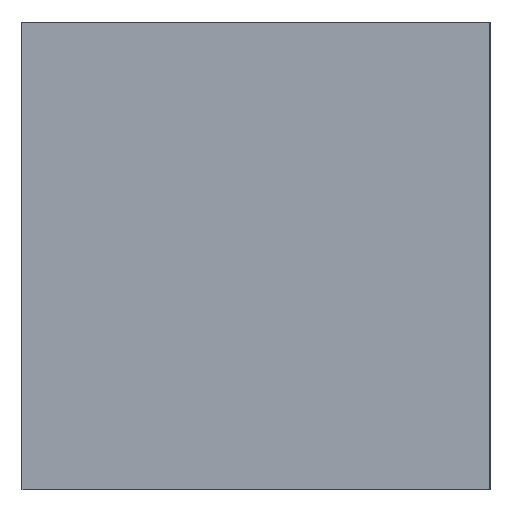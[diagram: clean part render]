
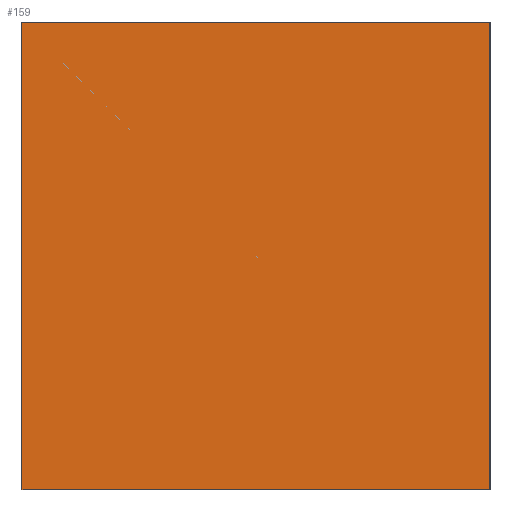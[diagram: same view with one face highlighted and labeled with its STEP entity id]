
A CAD part, left-side view. The second image highlights one B-rep face of the part: STEP entity #159.
In plain terms, the highlighted planar face has unit normal (-1, 0, 0).
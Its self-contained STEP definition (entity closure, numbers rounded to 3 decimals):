
#50 = VERTEX_POINT('',#51);
#51 = CARTESIAN_POINT('',(-1300.,12.5,275.));
#57 = EDGE_CURVE('',#58,#50,#60,.T.);
#58 = VERTEX_POINT('',#59);
#59 = CARTESIAN_POINT('',(-1300.,12.5,300.));
#60 = LINE('',#61,#62);
#61 = CARTESIAN_POINT('',(-1300.,12.5,300.));
#62 = VECTOR('',#63,1.);
#63 = DIRECTION('',(0.,0.,-1.));
#88 = VERTEX_POINT('',#89);
#89 = CARTESIAN_POINT('',(-1300.,-12.5,275.));
#95 = EDGE_CURVE('',#50,#88,#96,.T.);
#96 = LINE('',#97,#98);
#97 = CARTESIAN_POINT('',(-1300.,12.5,275.));
#98 = VECTOR('',#99,1.);
#99 = DIRECTION('',(0.,-1.,0.));
#119 = VERTEX_POINT('',#120);
#120 = CARTESIAN_POINT('',(-1300.,-12.5,300.));
#126 = EDGE_CURVE('',#88,#119,#127,.T.);
#127 = LINE('',#128,#129);
#128 = CARTESIAN_POINT('',(-1300.,-12.5,275.));
#129 = VECTOR('',#130,1.);
#130 = DIRECTION('',(0.,0.,1.));
#148 = EDGE_CURVE('',#119,#58,#149,.T.);
#149 = LINE('',#150,#151);
#150 = CARTESIAN_POINT('',(-1300.,-12.5,300.));
#151 = VECTOR('',#152,1.);
#152 = DIRECTION('',(0.,1.,0.));
#159 = ADVANCED_FACE('',(#160),#166,.T.);
#160 = FACE_BOUND('',#161,.T.);
#161 = EDGE_LOOP('',(#162,#163,#164,#165));
#162 = ORIENTED_EDGE('',*,*,#57,.T.);
#163 = ORIENTED_EDGE('',*,*,#95,.T.);
#164 = ORIENTED_EDGE('',*,*,#126,.T.);
#165 = ORIENTED_EDGE('',*,*,#148,.T.);
#166 = PLANE('',#167);
#167 = AXIS2_PLACEMENT_3D('',#168,#169,#170);
#168 = CARTESIAN_POINT('',(-1300.,-0.,287.5));
#169 = DIRECTION('',(-1.,0.,0.));
#170 = DIRECTION('',(0.,0.,1.));
